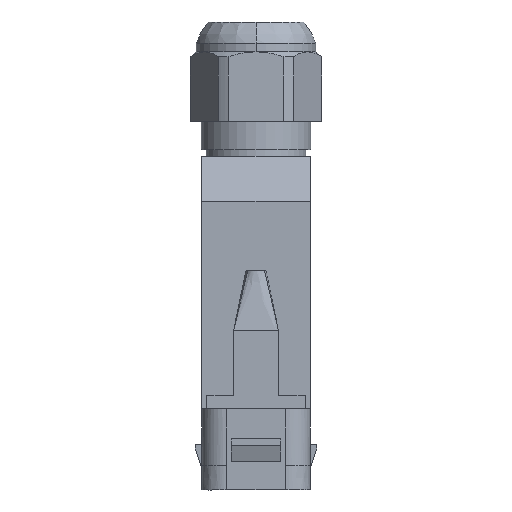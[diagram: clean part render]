
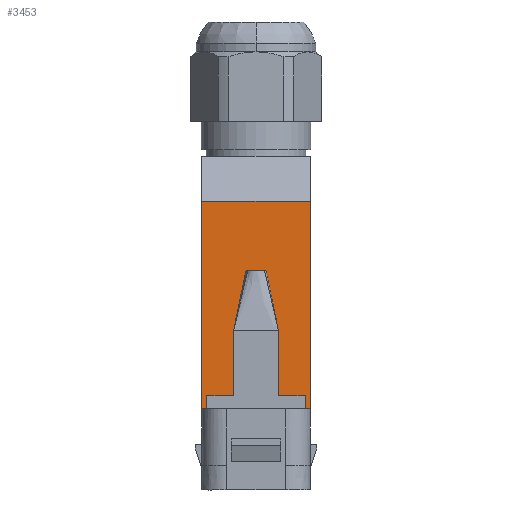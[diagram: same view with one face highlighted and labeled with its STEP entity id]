
A CAD part, left-side view. The second image highlights one B-rep face of the part: STEP entity #3453.
In plain terms, the highlighted planar face has unit normal (-1, 0, 0).
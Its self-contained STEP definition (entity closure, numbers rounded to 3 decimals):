
#3044=FACE_OUTER_BOUND('',#4292,.T.);
#3453=ADVANCED_FACE('',(#3044),#3832,.F.);
#3832=PLANE('',#12683);
#4292=EDGE_LOOP('',(#5423,#5424,#5425,#5426,#5427,#5428,#5429,#5430,#5431,
#5432,#5433,#5434,#5435,#5436,#5437,#5438));
#5423=ORIENTED_EDGE('',*,*,#8510,.F.);
#5424=ORIENTED_EDGE('',*,*,#8525,.T.);
#5425=ORIENTED_EDGE('',*,*,#8529,.F.);
#5426=ORIENTED_EDGE('',*,*,#8530,.F.);
#5427=ORIENTED_EDGE('',*,*,#8488,.F.);
#5428=ORIENTED_EDGE('',*,*,#8531,.T.);
#5429=ORIENTED_EDGE('',*,*,#8532,.F.);
#5430=ORIENTED_EDGE('',*,*,#8518,.F.);
#5431=ORIENTED_EDGE('',*,*,#8521,.F.);
#5432=ORIENTED_EDGE('',*,*,#8524,.F.);
#5433=ORIENTED_EDGE('',*,*,#8489,.F.);
#5434=ORIENTED_EDGE('',*,*,#8493,.F.);
#5435=ORIENTED_EDGE('',*,*,#8499,.T.);
#5436=ORIENTED_EDGE('',*,*,#8502,.F.);
#5437=ORIENTED_EDGE('',*,*,#8506,.F.);
#5438=ORIENTED_EDGE('',*,*,#8509,.F.);
#7475=VERTEX_POINT('',#16355);
#7478=VERTEX_POINT('',#16360);
#7479=VERTEX_POINT('',#16364);
#7480=VERTEX_POINT('',#16365);
#7483=VERTEX_POINT('',#16407);
#7487=VERTEX_POINT('',#16455);
#7490=VERTEX_POINT('',#16468);
#7492=VERTEX_POINT('',#16517);
#7494=VERTEX_POINT('',#16534);
#7495=VERTEX_POINT('',#16538);
#7500=VERTEX_POINT('',#16644);
#7501=VERTEX_POINT('',#16646);
#7502=VERTEX_POINT('',#16650);
#7504=VERTEX_POINT('',#16659);
#7506=VERTEX_POINT('',#16667);
#7507=VERTEX_POINT('',#16670);
#8488=EDGE_CURVE('',#7478,#7475,#10418,.T.);
#8489=EDGE_CURVE('',#7479,#7480,#9635,.T.);
#8493=EDGE_CURVE('',#7483,#7479,#9284,.T.);
#8499=EDGE_CURVE('',#7483,#7487,#10419,.T.);
#8502=EDGE_CURVE('',#7490,#7487,#9292,.T.);
#8506=EDGE_CURVE('',#7492,#7490,#9636,.T.);
#8509=EDGE_CURVE('',#7494,#7492,#10422,.T.);
#8510=EDGE_CURVE('',#7495,#7494,#10423,.T.);
#8518=EDGE_CURVE('',#7500,#7501,#10428,.T.);
#8521=EDGE_CURVE('',#7502,#7500,#10431,.T.);
#8524=EDGE_CURVE('',#7480,#7502,#10434,.T.);
#8525=EDGE_CURVE('',#7495,#7504,#10435,.T.);
#8529=EDGE_CURVE('',#7506,#7504,#10439,.T.);
#8530=EDGE_CURVE('',#7475,#7506,#10440,.T.);
#8531=EDGE_CURVE('',#7478,#7507,#10441,.T.);
#8532=EDGE_CURVE('',#7501,#7507,#10442,.T.);
#9284=B_SPLINE_CURVE_WITH_KNOTS('',1,(#16405,#16406),.UNSPECIFIED.,.F.,
 .F.,(2,2),(0.,1.),.UNSPECIFIED.);
#9292=B_SPLINE_CURVE_WITH_KNOTS('',3,(#16469,#16470,#16471,#16472,#16473,
#16474,#16475,#16476,#16477,#16478),.UNSPECIFIED.,.F.,.F.,(4,3,3,4),(0.,
0.379,0.689,1.),.UNSPECIFIED.);
#9635=CIRCLE('',#12673,0.5);
#9636=CIRCLE('',#12675,0.5);
#10418=LINE('',#16361,#11290);
#10419=LINE('',#16456,#11291);
#10422=LINE('',#16535,#11294);
#10423=LINE('',#16537,#11295);
#10428=LINE('',#16645,#11300);
#10431=LINE('',#16652,#11303);
#10434=LINE('',#16656,#11306);
#10435=LINE('',#16658,#11307);
#10439=LINE('',#16666,#11311);
#10440=LINE('',#16668,#11312);
#10441=LINE('',#16669,#11313);
#10442=LINE('',#16671,#11314);
#11290=VECTOR('',#14033,1.);
#11291=VECTOR('',#14038,1.);
#11294=VECTOR('',#14045,1.);
#11295=VECTOR('',#14048,1.);
#11300=VECTOR('',#14055,1.);
#11303=VECTOR('',#14060,1.);
#11306=VECTOR('',#14065,1.);
#11307=VECTOR('',#14068,1.);
#11311=VECTOR('',#14076,1.);
#11312=VECTOR('',#14077,1.);
#11313=VECTOR('',#14078,1.);
#11314=VECTOR('',#14079,1.);
#12673=AXIS2_PLACEMENT_3D('',#16363,#14036,#14037);
#12675=AXIS2_PLACEMENT_3D('',#16518,#14041,#14042);
#12683=AXIS2_PLACEMENT_3D('',#16672,#14080,#14081);
#14033=DIRECTION('',(0.,-1.,0.));
#14036=DIRECTION('',(-1.,0.,0.));
#14037=DIRECTION('',(0.,1.,0.));
#14038=DIRECTION('',(0.,-1.,0.));
#14041=DIRECTION('',(-1.,0.,0.));
#14042=DIRECTION('',(0.,1.,0.));
#14045=DIRECTION('',(0.,0.,1.));
#14048=DIRECTION('',(0.,1.,0.));
#14055=DIRECTION('',(0.,0.,-1.));
#14060=DIRECTION('',(0.,1.,0.));
#14065=DIRECTION('',(0.,0.,-1.));
#14068=DIRECTION('',(0.,0.,-1.));
#14076=DIRECTION('',(0.,1.,0.));
#14077=DIRECTION('',(0.,0.,-1.));
#14078=DIRECTION('',(0.,0.,-1.));
#14079=DIRECTION('',(0.,1.,0.));
#14080=DIRECTION('',(1.,0.,0.));
#14081=DIRECTION('',(0.,1.,0.));
#16355=CARTESIAN_POINT('',(-18.35,-10.9,48.849));
#16360=CARTESIAN_POINT('',(-18.35,10.9,48.849));
#16361=CARTESIAN_POINT('',(-18.35,-11.2,48.849));
#16363=CARTESIAN_POINT('',(-18.35,4.,22.849));
#16364=CARTESIAN_POINT('',(-18.35,4.49,22.95));
#16365=CARTESIAN_POINT('',(-18.35,4.5,22.849));
#16405=CARTESIAN_POINT('',(-18.35,2.,35.));
#16406=CARTESIAN_POINT('',(-18.35,4.49,22.95));
#16407=CARTESIAN_POINT('',(-18.35,2.,35.));
#16455=CARTESIAN_POINT('',(-18.35,-2.,35.));
#16456=CARTESIAN_POINT('',(-18.35,-2.634,35.));
#16468=CARTESIAN_POINT('',(-18.35,-4.49,22.95));
#16469=CARTESIAN_POINT('',(-18.35,-4.49,22.95));
#16470=CARTESIAN_POINT('',(-18.35,-4.176,24.47));
#16471=CARTESIAN_POINT('',(-18.35,-3.861,25.991));
#16472=CARTESIAN_POINT('',(-18.35,-3.547,27.511));
#16473=CARTESIAN_POINT('',(-18.35,-3.289,28.759));
#16474=CARTESIAN_POINT('',(-18.35,-3.031,30.008));
#16475=CARTESIAN_POINT('',(-18.35,-2.774,31.256));
#16476=CARTESIAN_POINT('',(-18.35,-2.516,32.504));
#16477=CARTESIAN_POINT('',(-18.35,-2.258,33.752));
#16478=CARTESIAN_POINT('',(-18.35,-2.,35.));
#16517=CARTESIAN_POINT('',(-18.35,-4.5,22.849));
#16518=CARTESIAN_POINT('',(-18.35,-4.,22.849));
#16534=CARTESIAN_POINT('',(-18.35,-4.5,9.8));
#16535=CARTESIAN_POINT('',(-18.35,-4.5,23.182));
#16537=CARTESIAN_POINT('',(-18.35,-11.2,9.8));
#16538=CARTESIAN_POINT('',(-18.35,-9.9,9.8));
#16644=CARTESIAN_POINT('',(-18.35,9.9,9.8));
#16645=CARTESIAN_POINT('',(-18.35,9.9,7.));
#16646=CARTESIAN_POINT('',(-18.35,9.9,7.1));
#16650=CARTESIAN_POINT('',(-18.35,4.5,9.8));
#16652=CARTESIAN_POINT('',(-18.35,-11.2,9.8));
#16656=CARTESIAN_POINT('',(-18.35,4.5,24.104));
#16658=CARTESIAN_POINT('',(-18.35,-9.9,7.43));
#16659=CARTESIAN_POINT('',(-18.35,-9.9,7.1));
#16666=CARTESIAN_POINT('',(-18.35,11.979,7.1));
#16667=CARTESIAN_POINT('',(-18.35,-10.9,7.1));
#16668=CARTESIAN_POINT('',(-18.35,-10.9,7.));
#16669=CARTESIAN_POINT('',(-18.35,10.9,-9.53));
#16670=CARTESIAN_POINT('',(-18.35,10.9,7.1));
#16671=CARTESIAN_POINT('',(-18.35,11.979,7.1));
#16672=CARTESIAN_POINT('',(-18.35,-11.2,7.));
